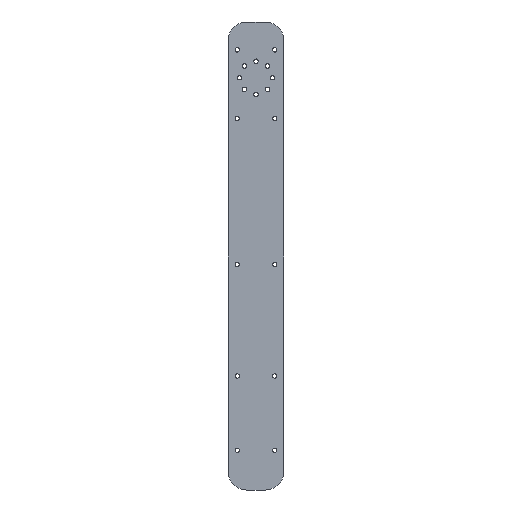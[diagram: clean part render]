
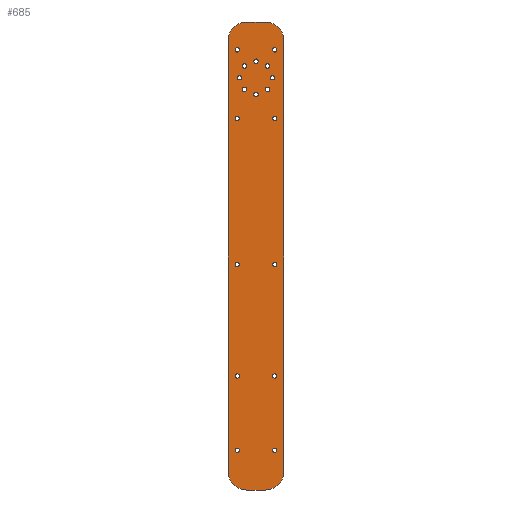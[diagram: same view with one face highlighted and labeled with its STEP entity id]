
A CAD part, left-side view. The second image highlights one B-rep face of the part: STEP entity #685.
In plain terms, the highlighted planar face has unit normal (-1, 0, 0).
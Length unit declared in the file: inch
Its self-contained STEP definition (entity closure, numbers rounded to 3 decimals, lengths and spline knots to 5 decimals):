
#94=FACE_BOUND('',#192,.T.);
#95=FACE_BOUND('',#193,.T.);
#96=FACE_BOUND('',#194,.T.);
#97=FACE_BOUND('',#195,.T.);
#98=FACE_BOUND('',#196,.T.);
#99=FACE_BOUND('',#197,.T.);
#100=FACE_BOUND('',#198,.T.);
#101=FACE_BOUND('',#199,.T.);
#102=FACE_BOUND('',#200,.T.);
#103=FACE_BOUND('',#201,.T.);
#104=FACE_BOUND('',#202,.T.);
#105=FACE_BOUND('',#203,.T.);
#106=FACE_BOUND('',#204,.T.);
#107=FACE_BOUND('',#205,.T.);
#108=FACE_BOUND('',#206,.T.);
#109=FACE_BOUND('',#207,.T.);
#110=FACE_BOUND('',#208,.T.);
#111=FACE_BOUND('',#209,.T.);
#117=PLANE('',#779);
#145=FACE_OUTER_BOUND('',#191,.T.);
#191=EDGE_LOOP('',(#610,#611,#612,#613,#614,#615,#616,#617));
#192=EDGE_LOOP('',(#618));
#193=EDGE_LOOP('',(#619));
#194=EDGE_LOOP('',(#620));
#195=EDGE_LOOP('',(#621));
#196=EDGE_LOOP('',(#622));
#197=EDGE_LOOP('',(#623));
#198=EDGE_LOOP('',(#624));
#199=EDGE_LOOP('',(#625));
#200=EDGE_LOOP('',(#626));
#201=EDGE_LOOP('',(#627));
#202=EDGE_LOOP('',(#628));
#203=EDGE_LOOP('',(#629));
#204=EDGE_LOOP('',(#630));
#205=EDGE_LOOP('',(#631));
#206=EDGE_LOOP('',(#632));
#207=EDGE_LOOP('',(#633));
#208=EDGE_LOOP('',(#634));
#209=EDGE_LOOP('',(#635));
#228=LINE('',#1156,#262);
#233=LINE('',#1170,#267);
#237=LINE('',#1182,#271);
#241=LINE('',#1194,#275);
#262=VECTOR('',#938,0.3937);
#267=VECTOR('',#951,0.3937);
#271=VECTOR('',#963,0.3937);
#275=VECTOR('',#975,0.3937);
#278=CIRCLE('',#709,0.06);
#280=CIRCLE('',#712,0.06);
#282=CIRCLE('',#715,0.06);
#284=CIRCLE('',#718,0.06);
#286=CIRCLE('',#721,0.06);
#288=CIRCLE('',#724,0.06);
#290=CIRCLE('',#727,0.06);
#292=CIRCLE('',#730,0.06);
#294=CIRCLE('',#733,0.06);
#296=CIRCLE('',#736,0.06);
#299=CIRCLE('',#740,0.06);
#301=CIRCLE('',#743,0.06);
#303=CIRCLE('',#746,0.06);
#305=CIRCLE('',#749,0.06);
#307=CIRCLE('',#752,0.06);
#309=CIRCLE('',#755,0.06);
#311=CIRCLE('',#758,0.06);
#313=CIRCLE('',#761,0.06);
#314=CIRCLE('',#764,0.5);
#316=CIRCLE('',#768,0.5);
#318=CIRCLE('',#772,0.5);
#320=CIRCLE('',#776,0.5);
#350=VERTEX_POINT('',#1046);
#352=VERTEX_POINT('',#1052);
#354=VERTEX_POINT('',#1058);
#356=VERTEX_POINT('',#1064);
#358=VERTEX_POINT('',#1070);
#360=VERTEX_POINT('',#1076);
#362=VERTEX_POINT('',#1082);
#364=VERTEX_POINT('',#1088);
#366=VERTEX_POINT('',#1094);
#368=VERTEX_POINT('',#1100);
#371=VERTEX_POINT('',#1108);
#373=VERTEX_POINT('',#1114);
#375=VERTEX_POINT('',#1120);
#377=VERTEX_POINT('',#1126);
#379=VERTEX_POINT('',#1132);
#381=VERTEX_POINT('',#1138);
#383=VERTEX_POINT('',#1144);
#385=VERTEX_POINT('',#1150);
#386=VERTEX_POINT('',#1154);
#387=VERTEX_POINT('',#1155);
#390=VERTEX_POINT('',#1163);
#392=VERTEX_POINT('',#1169);
#394=VERTEX_POINT('',#1175);
#396=VERTEX_POINT('',#1181);
#398=VERTEX_POINT('',#1187);
#400=VERTEX_POINT('',#1193);
#402=EDGE_CURVE('',#350,#350,#278,.T.);
#405=EDGE_CURVE('',#352,#352,#280,.T.);
#408=EDGE_CURVE('',#354,#354,#282,.T.);
#411=EDGE_CURVE('',#356,#356,#284,.T.);
#414=EDGE_CURVE('',#358,#358,#286,.T.);
#417=EDGE_CURVE('',#360,#360,#288,.T.);
#420=EDGE_CURVE('',#362,#362,#290,.T.);
#423=EDGE_CURVE('',#364,#364,#292,.T.);
#426=EDGE_CURVE('',#366,#366,#294,.T.);
#429=EDGE_CURVE('',#368,#368,#296,.T.);
#434=EDGE_CURVE('',#371,#371,#299,.T.);
#437=EDGE_CURVE('',#373,#373,#301,.T.);
#440=EDGE_CURVE('',#375,#375,#303,.T.);
#443=EDGE_CURVE('',#377,#377,#305,.T.);
#446=EDGE_CURVE('',#379,#379,#307,.T.);
#449=EDGE_CURVE('',#381,#381,#309,.T.);
#452=EDGE_CURVE('',#383,#383,#311,.T.);
#455=EDGE_CURVE('',#385,#385,#313,.T.);
#456=EDGE_CURVE('',#386,#387,#228,.T.);
#460=EDGE_CURVE('',#390,#386,#314,.T.);
#463=EDGE_CURVE('',#392,#390,#233,.T.);
#466=EDGE_CURVE('',#394,#392,#316,.T.);
#469=EDGE_CURVE('',#396,#394,#237,.T.);
#472=EDGE_CURVE('',#398,#396,#318,.T.);
#475=EDGE_CURVE('',#400,#398,#241,.T.);
#478=EDGE_CURVE('',#387,#400,#320,.T.);
#610=ORIENTED_EDGE('',*,*,#478,.F.);
#611=ORIENTED_EDGE('',*,*,#456,.F.);
#612=ORIENTED_EDGE('',*,*,#460,.F.);
#613=ORIENTED_EDGE('',*,*,#463,.F.);
#614=ORIENTED_EDGE('',*,*,#466,.F.);
#615=ORIENTED_EDGE('',*,*,#469,.F.);
#616=ORIENTED_EDGE('',*,*,#472,.F.);
#617=ORIENTED_EDGE('',*,*,#475,.F.);
#618=ORIENTED_EDGE('',*,*,#402,.T.);
#619=ORIENTED_EDGE('',*,*,#405,.T.);
#620=ORIENTED_EDGE('',*,*,#408,.T.);
#621=ORIENTED_EDGE('',*,*,#411,.T.);
#622=ORIENTED_EDGE('',*,*,#414,.T.);
#623=ORIENTED_EDGE('',*,*,#417,.T.);
#624=ORIENTED_EDGE('',*,*,#420,.T.);
#625=ORIENTED_EDGE('',*,*,#423,.T.);
#626=ORIENTED_EDGE('',*,*,#426,.T.);
#627=ORIENTED_EDGE('',*,*,#429,.T.);
#628=ORIENTED_EDGE('',*,*,#455,.F.);
#629=ORIENTED_EDGE('',*,*,#452,.F.);
#630=ORIENTED_EDGE('',*,*,#449,.F.);
#631=ORIENTED_EDGE('',*,*,#446,.F.);
#632=ORIENTED_EDGE('',*,*,#443,.F.);
#633=ORIENTED_EDGE('',*,*,#440,.F.);
#634=ORIENTED_EDGE('',*,*,#437,.F.);
#635=ORIENTED_EDGE('',*,*,#434,.F.);
#685=ADVANCED_FACE('',(#145,#94,#95,#96,#97,#98,#99,#100,#101,#102,#103,
#104,#105,#106,#107,#108,#109,#110,#111),#117,.F.);
#709=AXIS2_PLACEMENT_3D('',#1047,#812,#813);
#712=AXIS2_PLACEMENT_3D('',#1053,#819,#820);
#715=AXIS2_PLACEMENT_3D('',#1059,#826,#827);
#718=AXIS2_PLACEMENT_3D('',#1065,#833,#834);
#721=AXIS2_PLACEMENT_3D('',#1071,#840,#841);
#724=AXIS2_PLACEMENT_3D('',#1077,#847,#848);
#727=AXIS2_PLACEMENT_3D('',#1083,#854,#855);
#730=AXIS2_PLACEMENT_3D('',#1089,#861,#862);
#733=AXIS2_PLACEMENT_3D('',#1095,#868,#869);
#736=AXIS2_PLACEMENT_3D('',#1101,#875,#876);
#740=AXIS2_PLACEMENT_3D('',#1110,#885,#886);
#743=AXIS2_PLACEMENT_3D('',#1116,#892,#893);
#746=AXIS2_PLACEMENT_3D('',#1122,#899,#900);
#749=AXIS2_PLACEMENT_3D('',#1128,#906,#907);
#752=AXIS2_PLACEMENT_3D('',#1134,#913,#914);
#755=AXIS2_PLACEMENT_3D('',#1140,#920,#921);
#758=AXIS2_PLACEMENT_3D('',#1146,#927,#928);
#761=AXIS2_PLACEMENT_3D('',#1152,#934,#935);
#764=AXIS2_PLACEMENT_3D('',#1164,#944,#945);
#768=AXIS2_PLACEMENT_3D('',#1176,#956,#957);
#772=AXIS2_PLACEMENT_3D('',#1188,#968,#969);
#776=AXIS2_PLACEMENT_3D('',#1199,#980,#981);
#779=AXIS2_PLACEMENT_3D('',#1202,#986,#987);
#812=DIRECTION('center_axis',(1.,0.,0.));
#813=DIRECTION('ref_axis',(0.,1.,0.));
#819=DIRECTION('center_axis',(1.,0.,0.));
#820=DIRECTION('ref_axis',(0.,1.,0.));
#826=DIRECTION('center_axis',(1.,0.,0.));
#827=DIRECTION('ref_axis',(0.,1.,0.));
#833=DIRECTION('center_axis',(1.,0.,0.));
#834=DIRECTION('ref_axis',(0.,1.,0.));
#840=DIRECTION('center_axis',(1.,0.,0.));
#841=DIRECTION('ref_axis',(0.,1.,0.));
#847=DIRECTION('center_axis',(1.,0.,0.));
#848=DIRECTION('ref_axis',(0.,1.,0.));
#854=DIRECTION('center_axis',(1.,0.,0.));
#855=DIRECTION('ref_axis',(0.,1.,0.));
#861=DIRECTION('center_axis',(1.,0.,0.));
#862=DIRECTION('ref_axis',(0.,1.,0.));
#868=DIRECTION('center_axis',(1.,0.,0.));
#869=DIRECTION('ref_axis',(0.,1.,0.));
#875=DIRECTION('center_axis',(1.,0.,0.));
#876=DIRECTION('ref_axis',(0.,1.,0.));
#885=DIRECTION('center_axis',(-1.,0.,0.));
#886=DIRECTION('ref_axis',(0.,-1.,0.));
#892=DIRECTION('center_axis',(-1.,0.,0.));
#893=DIRECTION('ref_axis',(0.,-1.,0.));
#899=DIRECTION('center_axis',(-1.,0.,0.));
#900=DIRECTION('ref_axis',(0.,-1.,0.));
#906=DIRECTION('center_axis',(-1.,0.,0.));
#907=DIRECTION('ref_axis',(0.,-1.,0.));
#913=DIRECTION('center_axis',(-1.,0.,0.));
#914=DIRECTION('ref_axis',(0.,-1.,0.));
#920=DIRECTION('center_axis',(-1.,0.,0.));
#921=DIRECTION('ref_axis',(0.,-1.,0.));
#927=DIRECTION('center_axis',(-1.,0.,0.));
#928=DIRECTION('ref_axis',(0.,-1.,0.));
#934=DIRECTION('center_axis',(-1.,0.,0.));
#935=DIRECTION('ref_axis',(0.,-1.,0.));
#938=DIRECTION('',(0.,-1.,0.));
#944=DIRECTION('center_axis',(1.,0.,0.));
#945=DIRECTION('ref_axis',(0.,1.,0.));
#951=DIRECTION('',(0.,0.,1.));
#956=DIRECTION('center_axis',(1.,0.,0.));
#957=DIRECTION('ref_axis',(0.,0.,-1.));
#963=DIRECTION('',(0.,1.,0.));
#968=DIRECTION('center_axis',(1.,0.,0.));
#969=DIRECTION('ref_axis',(0.,-1.,0.));
#975=DIRECTION('',(0.,0.,-1.));
#980=DIRECTION('center_axis',(1.,0.,0.));
#981=DIRECTION('ref_axis',(0.,0.,1.));
#986=DIRECTION('center_axis',(1.,0.,0.));
#987=DIRECTION('ref_axis',(0.,0.,-1.));
#1046=CARTESIAN_POINT('',(0.,1.195,-11.52606));
#1047=CARTESIAN_POINT('Origin',(0.,1.255,-11.52606));
#1052=CARTESIAN_POINT('',(0.,1.195,-2.59598));
#1053=CARTESIAN_POINT('Origin',(0.,1.255,-2.59598));
#1058=CARTESIAN_POINT('',(0.,0.185,-0.75));
#1059=CARTESIAN_POINT('Origin',(0.,0.245,-0.75));
#1064=CARTESIAN_POINT('',(0.,0.185,-6.52606));
#1065=CARTESIAN_POINT('Origin',(0.,0.245,-6.52606));
#1070=CARTESIAN_POINT('',(0.,1.195,-9.52606));
#1071=CARTESIAN_POINT('Origin',(0.,1.255,-9.52606));
#1076=CARTESIAN_POINT('',(0.,0.185,-11.52606));
#1077=CARTESIAN_POINT('Origin',(0.,0.245,-11.52606));
#1082=CARTESIAN_POINT('',(0.,0.185,-2.59598));
#1083=CARTESIAN_POINT('Origin',(0.,0.245,-2.59598));
#1088=CARTESIAN_POINT('',(0.,1.195,-0.75));
#1089=CARTESIAN_POINT('Origin',(0.,1.255,-0.75));
#1094=CARTESIAN_POINT('',(0.,0.185,-9.52606));
#1095=CARTESIAN_POINT('Origin',(0.,0.245,-9.52606));
#1100=CARTESIAN_POINT('',(0.,1.195,-6.52606));
#1101=CARTESIAN_POINT('Origin',(0.,1.255,-6.52606));
#1108=CARTESIAN_POINT('',(0.,1.12466,-1.18534));
#1110=CARTESIAN_POINT('Origin',(0.,1.06466,-1.18534));
#1114=CARTESIAN_POINT('',(0.,0.49534,-1.18534));
#1116=CARTESIAN_POINT('Origin',(0.,0.43534,-1.18534));
#1120=CARTESIAN_POINT('',(0.,0.365,-1.5));
#1122=CARTESIAN_POINT('Origin',(0.,0.305,-1.5));
#1126=CARTESIAN_POINT('',(0.,0.49534,-1.81466));
#1128=CARTESIAN_POINT('Origin',(0.,0.43534,-1.81466));
#1132=CARTESIAN_POINT('',(0.,0.81,-1.945));
#1134=CARTESIAN_POINT('Origin',(0.,0.75,-1.945));
#1138=CARTESIAN_POINT('',(0.,1.255,-1.5));
#1140=CARTESIAN_POINT('Origin',(0.,1.195,-1.5));
#1144=CARTESIAN_POINT('',(0.,1.12466,-1.81466));
#1146=CARTESIAN_POINT('Origin',(0.,1.06466,-1.81466));
#1150=CARTESIAN_POINT('',(0.,0.81,-1.055));
#1152=CARTESIAN_POINT('Origin',(0.,0.75,-1.055));
#1154=CARTESIAN_POINT('',(0.,1.,0.));
#1155=CARTESIAN_POINT('',(0.,0.5,0.));
#1156=CARTESIAN_POINT('',(0.,1.,0.));
#1163=CARTESIAN_POINT('',(0.,1.5,-0.5));
#1164=CARTESIAN_POINT('Origin',(0.,1.,-0.5));
#1169=CARTESIAN_POINT('',(0.,1.5,-12.09598));
#1170=CARTESIAN_POINT('',(0.,1.5,-12.09598));
#1175=CARTESIAN_POINT('',(0.,1.,-12.59598));
#1176=CARTESIAN_POINT('Origin',(0.,1.,-12.09598));
#1181=CARTESIAN_POINT('',(0.,0.5,-12.59598));
#1182=CARTESIAN_POINT('',(0.,0.5,-12.59598));
#1187=CARTESIAN_POINT('',(0.,0.,-12.09598));
#1188=CARTESIAN_POINT('Origin',(0.,0.5,-12.09598));
#1193=CARTESIAN_POINT('',(0.,0.,-0.5));
#1194=CARTESIAN_POINT('',(0.,0.,-0.5));
#1199=CARTESIAN_POINT('Origin',(0.,0.5,-0.5));
#1202=CARTESIAN_POINT('Origin',(0.,0.75,-6.29799));
